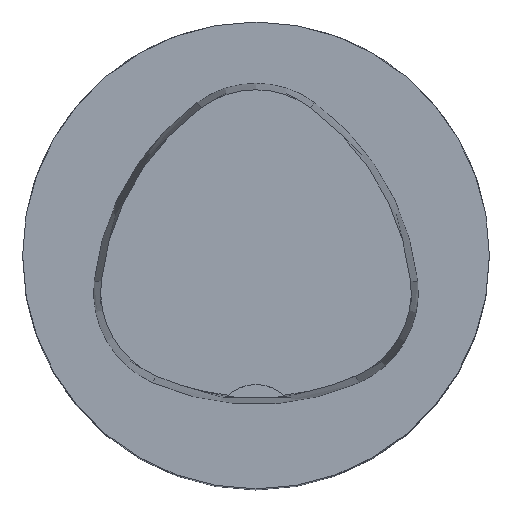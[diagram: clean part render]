
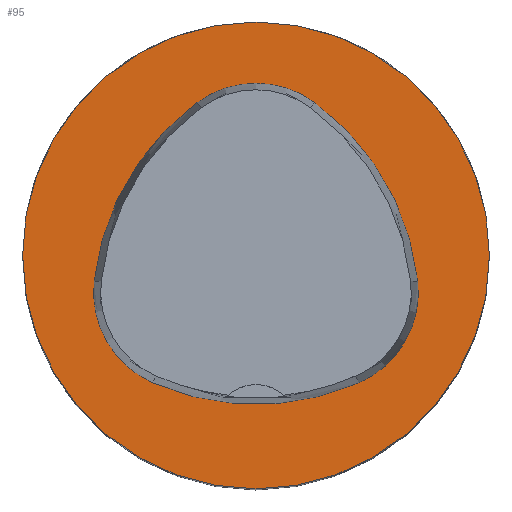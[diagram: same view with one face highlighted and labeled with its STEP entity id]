
A CAD part, top view. The second image highlights one B-rep face of the part: STEP entity #95.
In plain terms, the highlighted planar face has unit normal (0, 0, 1).
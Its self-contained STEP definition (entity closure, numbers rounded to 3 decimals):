
#36=PLANE('',#542);
#95=ADVANCED_FACE('',(#180,#181),#36,.T.);
#180=FACE_BOUND('',#208,.T.);
#181=FACE_BOUND('',#209,.T.);
#208=EDGE_LOOP('',(#293,#294,#295,#296,#297,#298));
#209=EDGE_LOOP('',(#299));
#293=ORIENTED_EDGE('',*,*,#432,.T.);
#294=ORIENTED_EDGE('',*,*,#412,.T.);
#295=ORIENTED_EDGE('',*,*,#416,.T.);
#296=ORIENTED_EDGE('',*,*,#419,.T.);
#297=ORIENTED_EDGE('',*,*,#422,.T.);
#298=ORIENTED_EDGE('',*,*,#430,.T.);
#299=ORIENTED_EDGE('',*,*,#403,.F.);
#362=VERTEX_POINT('',#757);
#371=VERTEX_POINT('',#776);
#372=VERTEX_POINT('',#777);
#375=VERTEX_POINT('',#785);
#377=VERTEX_POINT('',#791);
#379=VERTEX_POINT('',#797);
#386=VERTEX_POINT('',#818);
#403=EDGE_CURVE('',#362,#362,#452,.T.);
#412=EDGE_CURVE('',#371,#372,#453,.T.);
#416=EDGE_CURVE('',#372,#375,#455,.T.);
#419=EDGE_CURVE('',#375,#377,#457,.T.);
#422=EDGE_CURVE('',#377,#379,#459,.T.);
#430=EDGE_CURVE('',#379,#386,#463,.T.);
#432=EDGE_CURVE('',#386,#371,#465,.T.);
#452=CIRCLE('',#514,40.);
#453=CIRCLE('',#520,44.);
#455=CIRCLE('',#523,17.);
#457=CIRCLE('',#526,44.);
#459=CIRCLE('',#529,17.);
#463=CIRCLE('',#534,44.);
#465=CIRCLE('',#537,17.);
#514=AXIS2_PLACEMENT_3D('',#756,#595,#596);
#520=AXIS2_PLACEMENT_3D('',#775,#611,#612);
#523=AXIS2_PLACEMENT_3D('',#784,#619,#620);
#526=AXIS2_PLACEMENT_3D('',#790,#626,#627);
#529=AXIS2_PLACEMENT_3D('',#796,#633,#634);
#534=AXIS2_PLACEMENT_3D('',#819,#645,#646);
#537=AXIS2_PLACEMENT_3D('',#822,#651,#652);
#542=AXIS2_PLACEMENT_3D('',#827,#661,#662);
#595=DIRECTION('',(0.,0.,-1.));
#596=DIRECTION('',(-1.,0.,0.));
#611=DIRECTION('',(0.,0.,-1.));
#612=DIRECTION('',(-1.,0.,0.));
#619=DIRECTION('',(0.,0.,-1.));
#620=DIRECTION('',(-1.,0.,0.));
#626=DIRECTION('',(0.,0.,-1.));
#627=DIRECTION('',(-1.,0.,0.));
#633=DIRECTION('',(0.,0.,-1.));
#634=DIRECTION('',(-1.,0.,0.));
#645=DIRECTION('',(0.,0.,-1.));
#646=DIRECTION('',(-1.,0.,0.));
#651=DIRECTION('',(0.,0.,-1.));
#652=DIRECTION('',(-1.,0.,0.));
#661=DIRECTION('',(0.,0.,1.));
#662=DIRECTION('',(1.,0.,0.));
#756=CARTESIAN_POINT('',(0.,0.,0.));
#757=CARTESIAN_POINT('',(-40.,0.,0.));
#775=CARTESIAN_POINT('',(16.01,-9.224,0.));
#776=CARTESIAN_POINT('',(-27.722,-4.378,0.));
#777=CARTESIAN_POINT('',(-10.119,26.178,0.));
#784=CARTESIAN_POINT('',(-0.023,12.5,0.));
#785=CARTESIAN_POINT('',(10.049,26.194,0.));
#790=CARTESIAN_POINT('',(-16.021,-9.25,0.));
#791=CARTESIAN_POINT('',(27.71,-4.394,0.));
#796=CARTESIAN_POINT('',(10.814,-6.27,0.));
#797=CARTESIAN_POINT('',(17.611,-21.852,0.));
#818=CARTESIAN_POINT('',(-17.652,-21.819,0.));
#819=CARTESIAN_POINT('',(0.017,18.477,0.));
#822=CARTESIAN_POINT('',(-10.825,-6.25,0.));
#827=CARTESIAN_POINT('',(0.,0.,0.));
